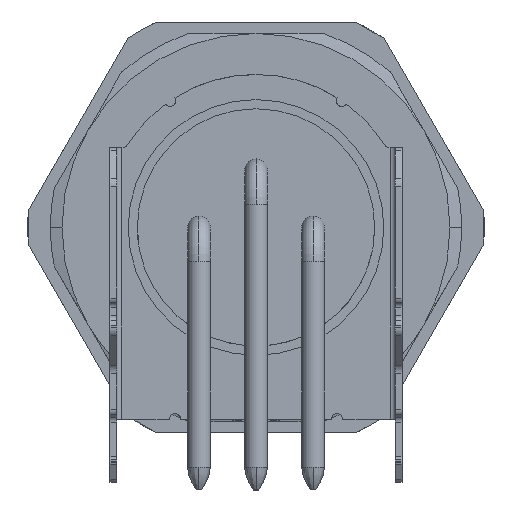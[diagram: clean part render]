
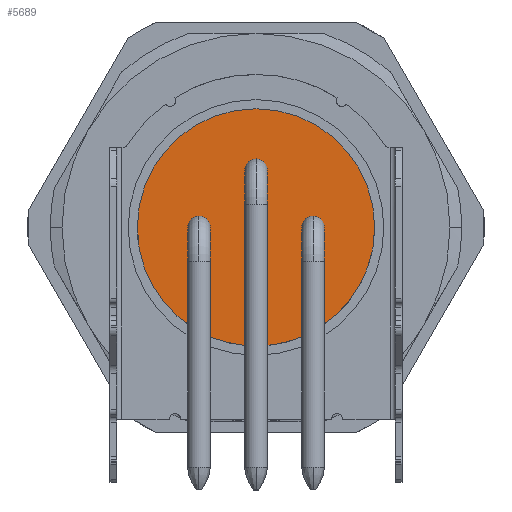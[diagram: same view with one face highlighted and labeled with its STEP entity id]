
A CAD part, front view. The second image highlights one B-rep face of the part: STEP entity #5689.
In plain terms, the highlighted planar face has unit normal (0, -1, 0).
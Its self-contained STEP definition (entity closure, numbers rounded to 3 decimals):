
#5437=AXIS2_PLACEMENT_3D('Circle Axis2P3D',#5435,#5436,$) ;
#5446=AXIS2_PLACEMENT_3D('Circle Axis2P3D',#5444,#5445,$) ;
#5476=AXIS2_PLACEMENT_3D('Circle Axis2P3D',#5474,#5475,$) ;
#5483=AXIS2_PLACEMENT_3D('Circle Axis2P3D',#5481,#5482,$) ;
#5545=AXIS2_PLACEMENT_3D('Plane Axis2P3D',#5542,#5543,#5544) ;
#5555=AXIS2_PLACEMENT_3D('Circle Axis2P3D',#5553,#5554,$) ;
#5564=AXIS2_PLACEMENT_3D('Circle Axis2P3D',#5562,#5563,$) ;
#5571=AXIS2_PLACEMENT_3D('Circle Axis2P3D',#5569,#5570,$) ;
#5578=AXIS2_PLACEMENT_3D('Circle Axis2P3D',#5576,#5577,$) ;
#5589=AXIS2_PLACEMENT_3D('Circle Axis2P3D',#5587,#5588,$) ;
#5598=AXIS2_PLACEMENT_3D('Circle Axis2P3D',#5596,#5597,$) ;
#5605=AXIS2_PLACEMENT_3D('Circle Axis2P3D',#5603,#5604,$) ;
#5612=AXIS2_PLACEMENT_3D('Circle Axis2P3D',#5610,#5611,$) ;
#5623=AXIS2_PLACEMENT_3D('Circle Axis2P3D',#5621,#5622,$) ;
#5632=AXIS2_PLACEMENT_3D('Circle Axis2P3D',#5630,#5631,$) ;
#5639=AXIS2_PLACEMENT_3D('Circle Axis2P3D',#5637,#5638,$) ;
#5646=AXIS2_PLACEMENT_3D('Circle Axis2P3D',#5644,#5645,$) ;
#5657=AXIS2_PLACEMENT_3D('Circle Axis2P3D',#5655,#5656,$) ;
#5666=AXIS2_PLACEMENT_3D('Circle Axis2P3D',#5664,#5665,$) ;
#5673=AXIS2_PLACEMENT_3D('Circle Axis2P3D',#5671,#5672,$) ;
#5680=AXIS2_PLACEMENT_3D('Circle Axis2P3D',#5678,#5679,$) ;
#5435=CARTESIAN_POINT('Axis2P3D Location',(10.,13.2,11.5)) ;
#5439=CARTESIAN_POINT('Vertex',(10.,13.2,16.7)) ;
#5441=CARTESIAN_POINT('Vertex',(4.8,13.2,11.5)) ;
#5444=CARTESIAN_POINT('Axis2P3D Location',(10.,13.2,11.5)) ;
#5448=CARTESIAN_POINT('Vertex',(15.2,13.2,11.5)) ;
#5474=CARTESIAN_POINT('Axis2P3D Location',(10.,13.2,11.5)) ;
#5478=CARTESIAN_POINT('Vertex',(10.,13.2,6.3)) ;
#5481=CARTESIAN_POINT('Axis2P3D Location',(10.,13.2,11.5)) ;
#5542=CARTESIAN_POINT('Axis2P3D Location',(10.,13.2,11.5)) ;
#5553=CARTESIAN_POINT('Axis2P3D Location',(12.5,13.2,11.5)) ;
#5557=CARTESIAN_POINT('Vertex',(12.5,13.2,11.)) ;
#5559=CARTESIAN_POINT('Vertex',(12.,13.2,11.5)) ;
#5562=CARTESIAN_POINT('Axis2P3D Location',(12.5,13.2,11.5)) ;
#5566=CARTESIAN_POINT('Vertex',(12.5,13.2,12.)) ;
#5569=CARTESIAN_POINT('Axis2P3D Location',(12.5,13.2,11.5)) ;
#5573=CARTESIAN_POINT('Vertex',(13.,13.2,11.5)) ;
#5576=CARTESIAN_POINT('Axis2P3D Location',(12.5,13.2,11.5)) ;
#5587=CARTESIAN_POINT('Axis2P3D Location',(10.,13.2,9.)) ;
#5591=CARTESIAN_POINT('Vertex',(10.,13.2,8.5)) ;
#5593=CARTESIAN_POINT('Vertex',(9.5,13.2,9.)) ;
#5596=CARTESIAN_POINT('Axis2P3D Location',(10.,13.2,9.)) ;
#5600=CARTESIAN_POINT('Vertex',(10.,13.2,9.5)) ;
#5603=CARTESIAN_POINT('Axis2P3D Location',(10.,13.2,9.)) ;
#5607=CARTESIAN_POINT('Vertex',(10.5,13.2,9.)) ;
#5610=CARTESIAN_POINT('Axis2P3D Location',(10.,13.2,9.)) ;
#5621=CARTESIAN_POINT('Axis2P3D Location',(7.5,13.2,11.5)) ;
#5625=CARTESIAN_POINT('Vertex',(7.5,13.2,11.)) ;
#5627=CARTESIAN_POINT('Vertex',(7.,13.2,11.5)) ;
#5630=CARTESIAN_POINT('Axis2P3D Location',(7.5,13.2,11.5)) ;
#5634=CARTESIAN_POINT('Vertex',(7.5,13.2,12.)) ;
#5637=CARTESIAN_POINT('Axis2P3D Location',(7.5,13.2,11.5)) ;
#5641=CARTESIAN_POINT('Vertex',(8.,13.2,11.5)) ;
#5644=CARTESIAN_POINT('Axis2P3D Location',(7.5,13.2,11.5)) ;
#5655=CARTESIAN_POINT('Axis2P3D Location',(10.,13.2,14.)) ;
#5659=CARTESIAN_POINT('Vertex',(10.,13.2,13.5)) ;
#5661=CARTESIAN_POINT('Vertex',(9.5,13.2,14.)) ;
#5664=CARTESIAN_POINT('Axis2P3D Location',(10.,13.2,14.)) ;
#5668=CARTESIAN_POINT('Vertex',(10.,13.2,14.5)) ;
#5671=CARTESIAN_POINT('Axis2P3D Location',(10.,13.2,14.)) ;
#5675=CARTESIAN_POINT('Vertex',(10.5,13.2,14.)) ;
#5678=CARTESIAN_POINT('Axis2P3D Location',(10.,13.2,14.)) ;
#5436=DIRECTION('Axis2P3D Direction',(0.,1.,0.)) ;
#5445=DIRECTION('Axis2P3D Direction',(0.,1.,0.)) ;
#5475=DIRECTION('Axis2P3D Direction',(0.,1.,0.)) ;
#5482=DIRECTION('Axis2P3D Direction',(0.,1.,0.)) ;
#5543=DIRECTION('Axis2P3D Direction',(0.,1.,0.)) ;
#5544=DIRECTION('Axis2P3D XDirection',(0.,0.,-1.)) ;
#5554=DIRECTION('Axis2P3D Direction',(0.,1.,0.)) ;
#5563=DIRECTION('Axis2P3D Direction',(0.,1.,0.)) ;
#5570=DIRECTION('Axis2P3D Direction',(0.,1.,0.)) ;
#5577=DIRECTION('Axis2P3D Direction',(0.,1.,0.)) ;
#5588=DIRECTION('Axis2P3D Direction',(0.,1.,0.)) ;
#5597=DIRECTION('Axis2P3D Direction',(0.,1.,0.)) ;
#5604=DIRECTION('Axis2P3D Direction',(0.,1.,0.)) ;
#5611=DIRECTION('Axis2P3D Direction',(0.,1.,0.)) ;
#5622=DIRECTION('Axis2P3D Direction',(0.,1.,0.)) ;
#5631=DIRECTION('Axis2P3D Direction',(0.,1.,0.)) ;
#5638=DIRECTION('Axis2P3D Direction',(0.,1.,0.)) ;
#5645=DIRECTION('Axis2P3D Direction',(0.,1.,0.)) ;
#5656=DIRECTION('Axis2P3D Direction',(0.,1.,0.)) ;
#5665=DIRECTION('Axis2P3D Direction',(0.,1.,0.)) ;
#5672=DIRECTION('Axis2P3D Direction',(0.,1.,0.)) ;
#5679=DIRECTION('Axis2P3D Direction',(0.,1.,0.)) ;
#5548=ORIENTED_EDGE('',*,*,#5480,.T.) ;
#5549=ORIENTED_EDGE('',*,*,#5450,.T.) ;
#5550=ORIENTED_EDGE('',*,*,#5443,.T.) ;
#5551=ORIENTED_EDGE('',*,*,#5485,.T.) ;
#5582=ORIENTED_EDGE('',*,*,#5561,.T.) ;
#5583=ORIENTED_EDGE('',*,*,#5568,.T.) ;
#5584=ORIENTED_EDGE('',*,*,#5575,.T.) ;
#5585=ORIENTED_EDGE('',*,*,#5580,.T.) ;
#5616=ORIENTED_EDGE('',*,*,#5595,.T.) ;
#5617=ORIENTED_EDGE('',*,*,#5602,.T.) ;
#5618=ORIENTED_EDGE('',*,*,#5609,.T.) ;
#5619=ORIENTED_EDGE('',*,*,#5614,.T.) ;
#5650=ORIENTED_EDGE('',*,*,#5629,.T.) ;
#5651=ORIENTED_EDGE('',*,*,#5636,.T.) ;
#5652=ORIENTED_EDGE('',*,*,#5643,.T.) ;
#5653=ORIENTED_EDGE('',*,*,#5648,.T.) ;
#5684=ORIENTED_EDGE('',*,*,#5663,.T.) ;
#5685=ORIENTED_EDGE('',*,*,#5670,.T.) ;
#5686=ORIENTED_EDGE('',*,*,#5677,.T.) ;
#5687=ORIENTED_EDGE('',*,*,#5682,.T.) ;
#5586=FACE_BOUND('',#5581,.T.) ;
#5620=FACE_BOUND('',#5615,.T.) ;
#5654=FACE_BOUND('',#5649,.T.) ;
#5688=FACE_BOUND('',#5683,.T.) ;
#5689=ADVANCED_FACE('Hauptk\X2\00F6\X0\rper',(#5552,#5586,#5620,#5654,#5688),#5546,.F.) ;
#5438=CIRCLE('generated circle',#5437,5.2) ;
#5447=CIRCLE('generated circle',#5446,5.2) ;
#5477=CIRCLE('generated circle',#5476,5.2) ;
#5484=CIRCLE('generated circle',#5483,5.2) ;
#5556=CIRCLE('generated circle',#5555,0.5) ;
#5565=CIRCLE('generated circle',#5564,0.5) ;
#5572=CIRCLE('generated circle',#5571,0.5) ;
#5579=CIRCLE('generated circle',#5578,0.5) ;
#5590=CIRCLE('generated circle',#5589,0.5) ;
#5599=CIRCLE('generated circle',#5598,0.5) ;
#5606=CIRCLE('generated circle',#5605,0.5) ;
#5613=CIRCLE('generated circle',#5612,0.5) ;
#5624=CIRCLE('generated circle',#5623,0.5) ;
#5633=CIRCLE('generated circle',#5632,0.5) ;
#5640=CIRCLE('generated circle',#5639,0.5) ;
#5647=CIRCLE('generated circle',#5646,0.5) ;
#5658=CIRCLE('generated circle',#5657,0.5) ;
#5667=CIRCLE('generated circle',#5666,0.5) ;
#5674=CIRCLE('generated circle',#5673,0.5) ;
#5681=CIRCLE('generated circle',#5680,0.5) ;
#5443=EDGE_CURVE('',#5440,#5442,#5438,.F.) ;
#5450=EDGE_CURVE('',#5449,#5440,#5447,.F.) ;
#5480=EDGE_CURVE('',#5479,#5449,#5477,.F.) ;
#5485=EDGE_CURVE('',#5442,#5479,#5484,.F.) ;
#5561=EDGE_CURVE('',#5558,#5560,#5556,.T.) ;
#5568=EDGE_CURVE('',#5560,#5567,#5565,.T.) ;
#5575=EDGE_CURVE('',#5567,#5574,#5572,.T.) ;
#5580=EDGE_CURVE('',#5574,#5558,#5579,.T.) ;
#5595=EDGE_CURVE('',#5592,#5594,#5590,.T.) ;
#5602=EDGE_CURVE('',#5594,#5601,#5599,.T.) ;
#5609=EDGE_CURVE('',#5601,#5608,#5606,.T.) ;
#5614=EDGE_CURVE('',#5608,#5592,#5613,.T.) ;
#5629=EDGE_CURVE('',#5626,#5628,#5624,.T.) ;
#5636=EDGE_CURVE('',#5628,#5635,#5633,.T.) ;
#5643=EDGE_CURVE('',#5635,#5642,#5640,.T.) ;
#5648=EDGE_CURVE('',#5642,#5626,#5647,.T.) ;
#5663=EDGE_CURVE('',#5660,#5662,#5658,.T.) ;
#5670=EDGE_CURVE('',#5662,#5669,#5667,.T.) ;
#5677=EDGE_CURVE('',#5669,#5676,#5674,.T.) ;
#5682=EDGE_CURVE('',#5676,#5660,#5681,.T.) ;
#5547=EDGE_LOOP('',(#5548,#5549,#5550,#5551)) ;
#5581=EDGE_LOOP('',(#5582,#5583,#5584,#5585)) ;
#5615=EDGE_LOOP('',(#5616,#5617,#5618,#5619)) ;
#5649=EDGE_LOOP('',(#5650,#5651,#5652,#5653)) ;
#5683=EDGE_LOOP('',(#5684,#5685,#5686,#5687)) ;
#5552=FACE_OUTER_BOUND('',#5547,.T.) ;
#5546=PLANE('',#5545) ;
#5440=VERTEX_POINT('',#5439) ;
#5442=VERTEX_POINT('',#5441) ;
#5449=VERTEX_POINT('',#5448) ;
#5479=VERTEX_POINT('',#5478) ;
#5558=VERTEX_POINT('',#5557) ;
#5560=VERTEX_POINT('',#5559) ;
#5567=VERTEX_POINT('',#5566) ;
#5574=VERTEX_POINT('',#5573) ;
#5592=VERTEX_POINT('',#5591) ;
#5594=VERTEX_POINT('',#5593) ;
#5601=VERTEX_POINT('',#5600) ;
#5608=VERTEX_POINT('',#5607) ;
#5626=VERTEX_POINT('',#5625) ;
#5628=VERTEX_POINT('',#5627) ;
#5635=VERTEX_POINT('',#5634) ;
#5642=VERTEX_POINT('',#5641) ;
#5660=VERTEX_POINT('',#5659) ;
#5662=VERTEX_POINT('',#5661) ;
#5669=VERTEX_POINT('',#5668) ;
#5676=VERTEX_POINT('',#5675) ;
